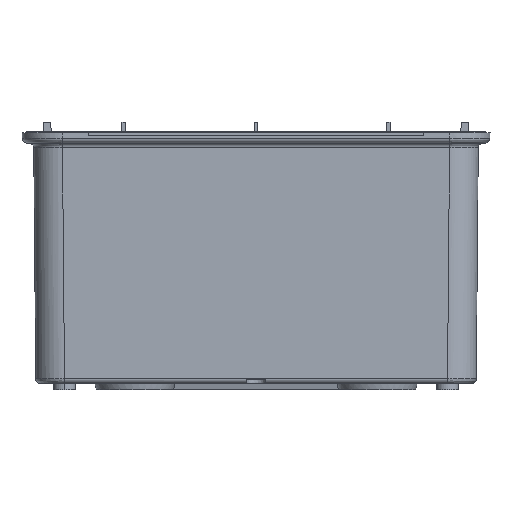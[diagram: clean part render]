
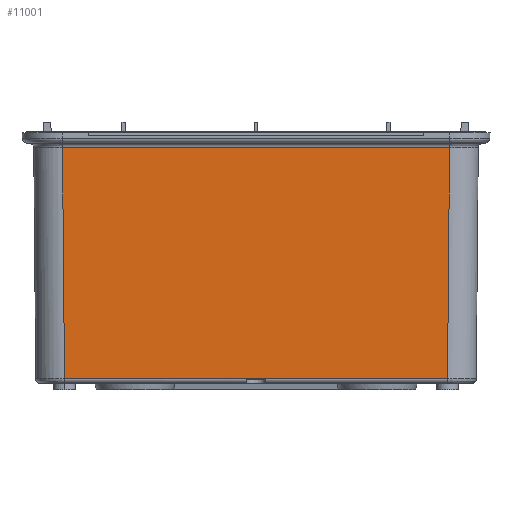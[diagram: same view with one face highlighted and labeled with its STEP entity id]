
A CAD part, left-side view. The second image highlights one B-rep face of the part: STEP entity #11001.
In plain terms, the highlighted planar face has unit normal (-1, 0, -0.009).
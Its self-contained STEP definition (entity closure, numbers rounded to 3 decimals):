
#2570=DIRECTION('',(0.,-1.,0.));
#2571=VECTOR('',#2570,119.914);
#2572=CARTESIAN_POINT('',(-131.356,59.957,73.013));
#2573=LINE('',#2572,#2571);
#2622=CARTESIAN_POINT('',(-130.732,-59.333,
1.487));
#2624=DIRECTION('',(-0.009,-0.009,1.));
#2625=VECTOR('',#2624,71.532);
#2626=CARTESIAN_POINT('',(-130.732,-59.333,
1.487));
#2627=LINE('',#2626,#2625);
#3871=CARTESIAN_POINT('',(-130.732,59.333,1.487));
#3885=DIRECTION('',(-0.009,0.009,1.));
#3886=VECTOR('',#3885,71.532);
#3887=CARTESIAN_POINT('',(-130.732,59.333,1.487));
#3888=LINE('',#3887,#3886);
#3889=DIRECTION('',(0.,-1.,0.));
#3890=VECTOR('',#3889,118.665);
#3891=CARTESIAN_POINT('',(-130.732,59.333,1.487));
#3892=LINE('',#3891,#3890);
#4310=CARTESIAN_POINT('',(-131.356,59.957,73.013));
#4311=CARTESIAN_POINT('',(-131.356,-59.957,
73.013));
#4312=VERTEX_POINT('',#4310);
#4313=VERTEX_POINT('',#4311);
#5305=VERTEX_POINT('',#2622);
#5316=VERTEX_POINT('',#3871);
#10989=CARTESIAN_POINT('',(-131.4,0.,78.));
#10990=DIRECTION('',(-1.,0.,-0.009));
#10991=DIRECTION('',(0.,-1.,0.));
#10992=AXIS2_PLACEMENT_3D('',#10989,#10990,#10991);
#10993=PLANE('',#10992);
#10995=ORIENTED_EDGE('',*,*,#10994,.F.);
#10996=ORIENTED_EDGE('',*,*,#10984,.T.);
#10997=ORIENTED_EDGE('',*,*,#9071,.T.);
#10998=ORIENTED_EDGE('',*,*,#9142,.F.);
#10999=EDGE_LOOP('',(#10995,#10996,#10997,#10998));
#11000=FACE_OUTER_BOUND('',#10999,.F.);
#11001=ADVANCED_FACE('',(#11000),#10993,.T.);
#9071=EDGE_CURVE('',#4312,#4313,#2573,.T.);
#9142=EDGE_CURVE('',#5305,#4313,#2627,.T.);
#10984=EDGE_CURVE('',#5316,#4312,#3888,.T.);
#10994=EDGE_CURVE('',#5316,#5305,#3892,.T.);
